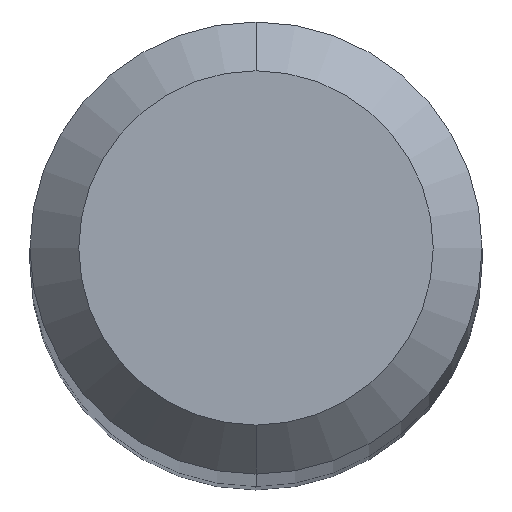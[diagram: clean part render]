
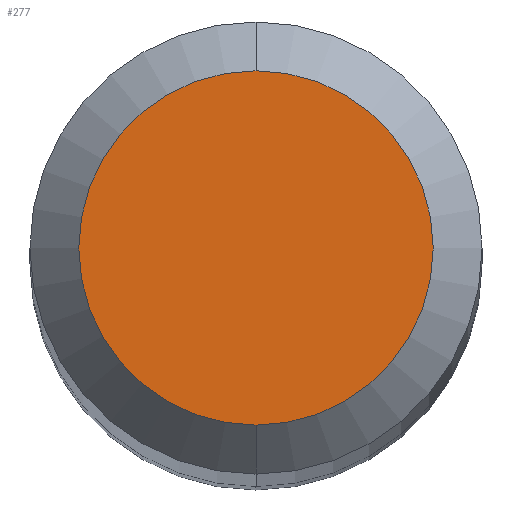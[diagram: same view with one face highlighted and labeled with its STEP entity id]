
A CAD part, top view. The second image highlights one B-rep face of the part: STEP entity #277.
In plain terms, the highlighted planar face has unit normal (0, 0, 1).
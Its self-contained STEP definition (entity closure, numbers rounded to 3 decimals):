
#13 = DIRECTION ( 'NONE',  ( 0., 1., 0. ) ) ;
#17 = FACE_OUTER_BOUND ( 'NONE', #287, .T. ) ;
#19 = VERTEX_POINT ( 'NONE', #262 ) ;
#40 = DIRECTION ( 'NONE',  ( 0., 0., -1. ) ) ;
#66 = DIRECTION ( 'NONE',  ( 0., 0., -1. ) ) ;
#67 = EDGE_CURVE ( 'NONE', #156, #19, #224, .T. ) ;
#87 = CARTESIAN_POINT ( 'NONE',  ( 0., 0., 38. ) ) ;
#142 = CARTESIAN_POINT ( 'NONE',  ( 0., 0., 38. ) ) ;
#143 = CIRCLE ( 'NONE', #192, 0.725 ) ;
#156 = VERTEX_POINT ( 'NONE', #245 ) ;
#178 = ORIENTED_EDGE ( 'NONE', *, *, #249, .F. ) ;
#192 = AXIS2_PLACEMENT_3D ( 'NONE', #307, #40, #13 ) ;
#215 = ORIENTED_EDGE ( 'NONE', *, *, #67, .F. ) ;
#224 = CIRCLE ( 'NONE', #292, 0.725 ) ;
#228 = AXIS2_PLACEMENT_3D ( 'NONE', #142, #66, #253 ) ;
#245 = CARTESIAN_POINT ( 'NONE',  ( 0., -0.725, 38. ) ) ;
#249 = EDGE_CURVE ( 'NONE', #19, #156, #143, .T. ) ;
#253 = DIRECTION ( 'NONE',  ( 0., 1., 0. ) ) ;
#262 = CARTESIAN_POINT ( 'NONE',  ( 0., 0.725, 38. ) ) ;
#277 = ADVANCED_FACE ( 'NONE', ( #17 ), #323, .F. ) ;
#287 = EDGE_LOOP ( 'NONE', ( #178, #215 ) ) ;
#292 = AXIS2_PLACEMENT_3D ( 'NONE', #87, #318, #320 ) ;
#307 = CARTESIAN_POINT ( 'NONE',  ( 0., 0., 38. ) ) ;
#318 = DIRECTION ( 'NONE',  ( 0., 0., -1. ) ) ;
#320 = DIRECTION ( 'NONE',  ( 0., 1., 0. ) ) ;
#323 = PLANE ( 'NONE',  #228 ) ;
